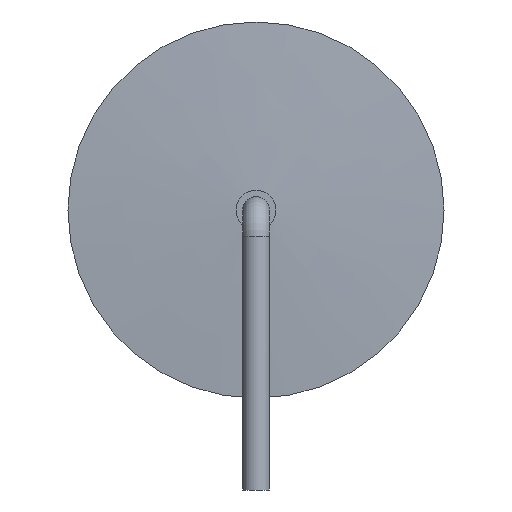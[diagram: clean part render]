
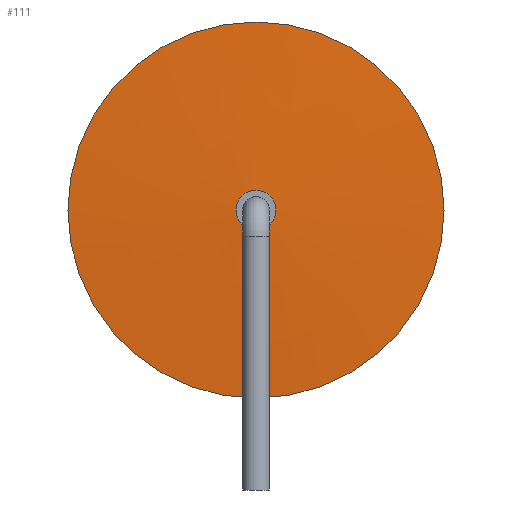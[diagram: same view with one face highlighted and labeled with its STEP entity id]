
A CAD part, left-side view. The second image highlights one B-rep face of the part: STEP entity #111.
In plain terms, the highlighted face is a revolution surface.
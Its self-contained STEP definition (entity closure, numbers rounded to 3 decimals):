
#13=DIRECTION('',(1.,0.,0.));
#35=DIRECTION('',(1.,0.,0.));
#98=ORIENTED_EDGE('',*,*,#99,.F.);
#99=EDGE_CURVE('',#100,#100,#102,.T.);
#100=VERTEX_POINT('',#101);
#101=CARTESIAN_POINT('',(2.54,0.,7.125));
#102=CIRCLE('',#103,0.675);
#103=AXIS2_PLACEMENT_3D('',#104,#13,#105);
#104=CARTESIAN_POINT('',(2.54,0.,6.45));
#105=DIRECTION('',(0.,0.,1.));
#111=ADVANCED_FACE('',(#112),#129,.F.);
#112=FACE_BOUND('',#113,.F.);
#113=EDGE_LOOP('',(#114,#122,#98,#128));
#114=ORIENTED_EDGE('',*,*,#115,.T.);
#115=EDGE_CURVE('',#116,#116,#118,.T.);
#116=VERTEX_POINT('',#117);
#117=CARTESIAN_POINT('',(2.845,0.,12.8));
#118=CIRCLE('',#119,6.35);
#119=AXIS2_PLACEMENT_3D('',#120,#13,#121);
#120=CARTESIAN_POINT('',(2.845,0.,6.45));
#121=DIRECTION('',(0.,0.,1.));
#122=ORIENTED_EDGE('',*,*,#123,.T.);
#123=EDGE_CURVE('',#116,#100,#124,.T.);
#124=CIRCLE('',#125,241.774);
#125=AXIS2_PLACEMENT_3D('',#126,#127,#35);
#126=CARTESIAN_POINT('',(244.102,0.,-3.003));
#127=DIRECTION('',(0.,-1.,0.));
#128=ORIENTED_EDGE('',*,*,#123,.F.);
#129=SURFACE_OF_REVOLUTION('',#124,#130);
#130=AXIS1_PLACEMENT('',#104,#35);
